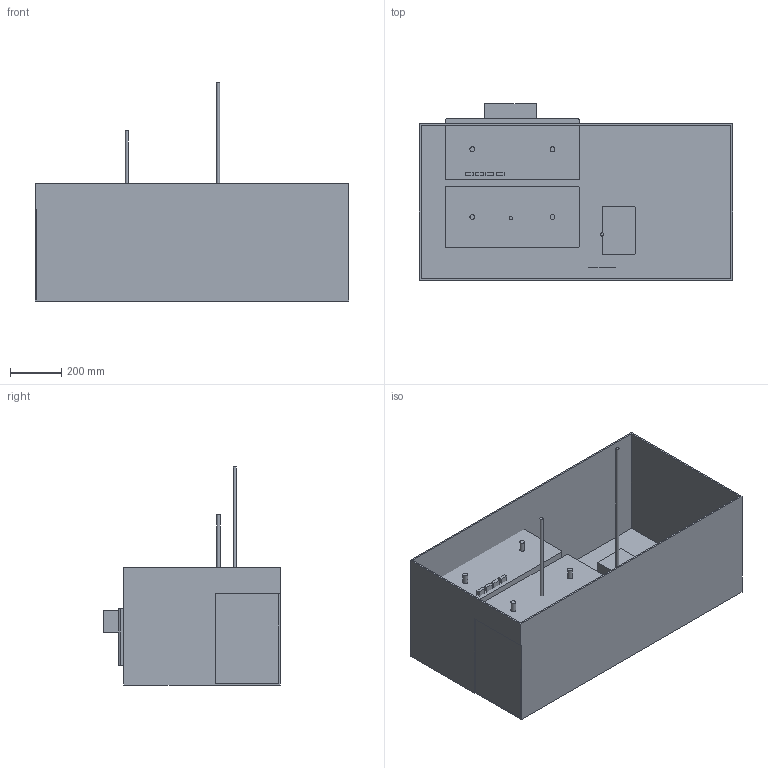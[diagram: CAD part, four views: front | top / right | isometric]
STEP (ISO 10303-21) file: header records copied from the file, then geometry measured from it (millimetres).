
FILE_DESCRIPTION(('Open CASCADE Model'),'2;1');
FILE_NAME('Open CASCADE Shape Model','2025-11-05T21:51:31',('Author'),( 'Open CASCADE'),'Open CASCADE STEP processor 7.8','Open CASCADE 7.8' ,'Unknown');
FILE_SCHEMA(('AUTOMOTIVE_DESIGN { 1 0 10303 214 1 1 1 1 }'));
Length unit declared in the file: millimetre
Products named in the file (8): 96e05e03-ba91-11f0-8471-9c6b005f4edd; compartment; battery1; battery2; mppt; lynx; cable_1/0 AWG Positive; cable_4 AWG Solar
Assembly tree (7 placements, depth 2):
  96e05e03-ba91-11f0-8471-9c6b005f4edd
    compartment
    battery1
    battery2
    mppt
    lynx
    cable_1/0 AWG Positive
    cable_4 AWG Solar
Bounding box: 1219.2 x 688.34 x 849.14 mm (x, y, z)
Volume: 74450563.9 mm3; surface area: 6253738 mm2
Topology: 12 solids, 12 shells, 94 faces, 195 edges, 130 vertices
Faces by surface type: plane 80, cylinder 14
Full cylindrical faces by diameter (mm): 12.7 x2, 19.05 x4
Entity records: 5216 total; most frequent: CARTESIAN_POINT 885, DIRECTION 789, LINE 509, VECTOR 509, ORIENTED_EDGE 390, PCURVE 390, DEFINITIONAL_REPRESENTATION 390, EDGE_CURVE 195
